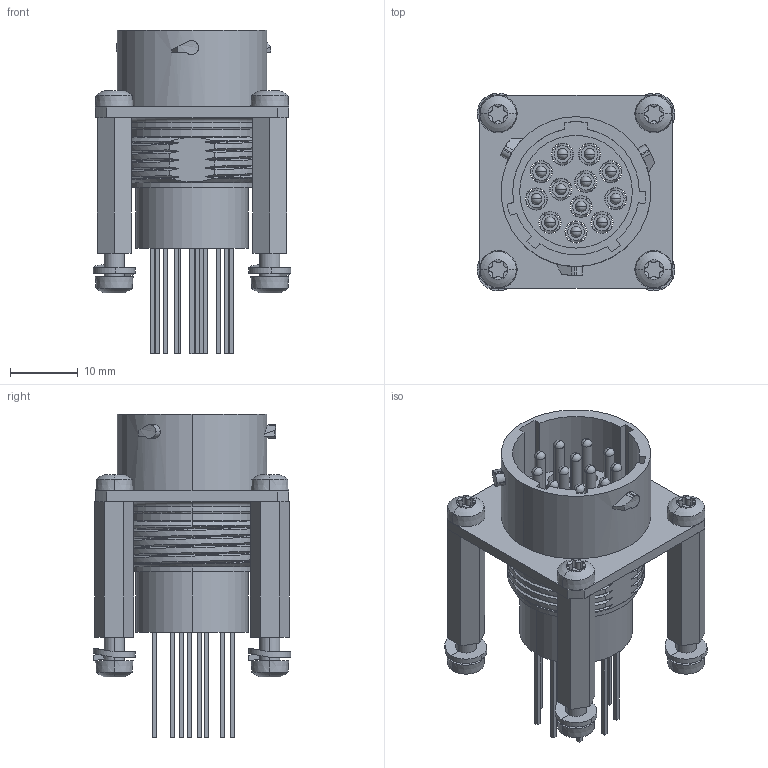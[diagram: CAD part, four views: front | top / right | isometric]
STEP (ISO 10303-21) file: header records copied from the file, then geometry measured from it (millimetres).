
FILE_DESCRIPTION((''),'2;1');
FILE_NAME('SOURIAU_EDA-02783-V1-0.stp','2013-06-13T10:29:34',(''),(''),'Mechanical Desktop 2011','Mechanical Desktop 2011',', , ');
FILE_SCHEMA(('AUTOMOTIVE_DESIGN { 1 2 10303 214 1 1 1 1 }'));
Length unit declared in the file: millimetre
Products named in the file (2): Product; 1
Bounding box: 29.21 x 29.2 x 47.8 mm (x, y, z)
Volume: 9141.9 mm3; surface area: 15377.6 mm2
Topology: 30 solids, 30 shells, 921 faces, 2239 edges, 1453 vertices
Faces by surface type: cylinder 363, plane 283, bspline 177, cone 52, sphere 40, torus 6
Entity records: 30197 total; most frequent: CARTESIAN_POINT 10241, ORIENTED_EDGE 4106, DIRECTION 4055, EDGE_CURVE 2053, AXIS2_PLACEMENT_3D 1582, VERTEX_POINT 1345, EDGE_LOOP 1002, VECTOR 891
